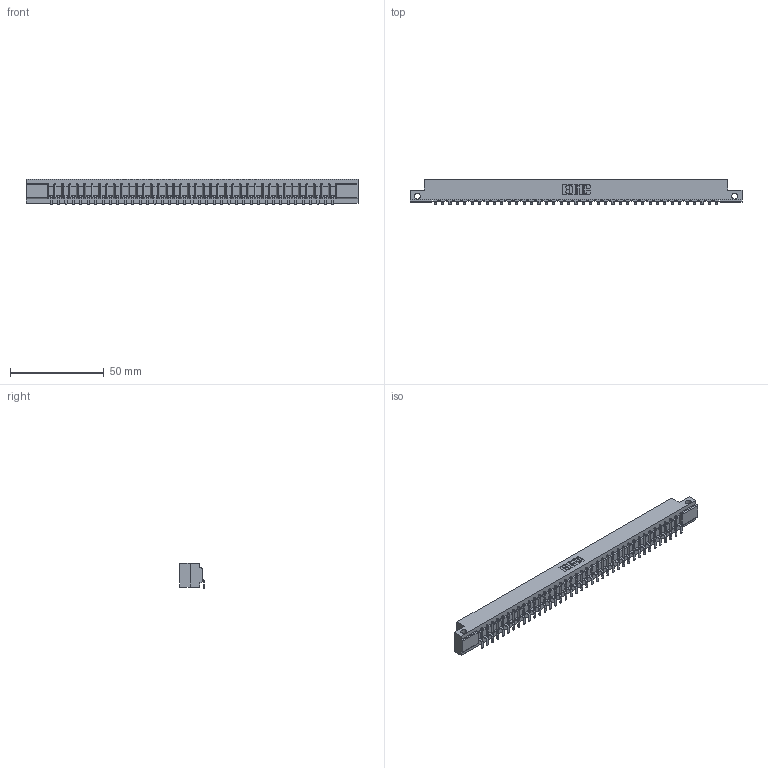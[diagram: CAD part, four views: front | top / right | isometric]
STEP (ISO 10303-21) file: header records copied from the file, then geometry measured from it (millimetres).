
FILE_DESCRIPTION (( 'STEP AP203' ), '1' );
FILE_NAME ('307-039-553-112.STEP', '2018-08-05T13:11:19', ( '' ), ( '' ), 'SwSTEP 2.0', 'SolidWorks 2016', '' );
FILE_SCHEMA (( 'CONFIG_CONTROL_DESIGN' ));
Length unit declared in the file: inch
Products named in the file (3): 307-039-553-112; 307 Part_.128 Dia Side Mounting Holes; 307-290-002_553
Assembly tree (40 placements, depth 2):
  307-039-553-112
    307 Part_.128 Dia Side Mounting Holes
    307-290-002_553  x39
Bounding box: 177.55 x 13.32 x 13.5 mm (x, y, z)
Volume: 18835 mm3; surface area: 23599.3 mm2
Topology: 40 solids, 40 shells, 3200 faces, 9839 edges, 6450 vertices
Faces by surface type: plane 1903, cylinder 1217, sphere 80
Entity records: 34660 total; most frequent: CARTESIAN_POINT 5848, ORIENTED_EDGE 5838, DIRECTION 5683, EDGE_CURVE 2919, LINE 2233, VECTOR 2233, VERTEX_POINT 1890, AXIS2_PLACEMENT_3D 1725
